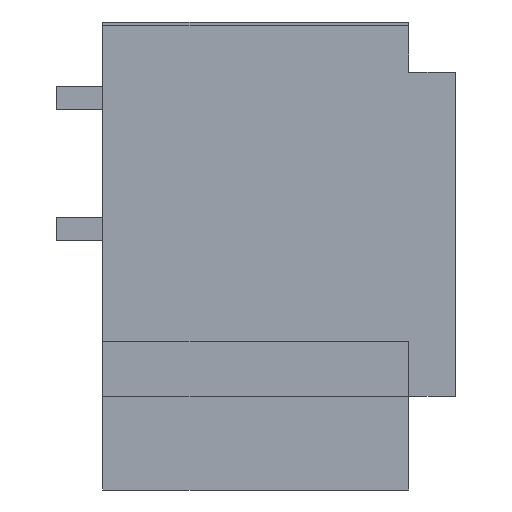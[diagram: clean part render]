
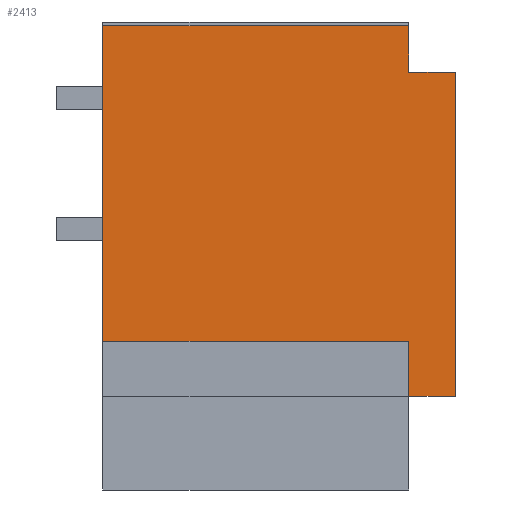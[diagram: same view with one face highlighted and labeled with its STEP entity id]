
A CAD part, left-side view. The second image highlights one B-rep face of the part: STEP entity #2413.
In plain terms, the highlighted planar face has unit normal (-1, 0, 0).
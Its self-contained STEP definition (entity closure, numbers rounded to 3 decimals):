
#90=DIRECTION('',(0.,1.,0.));
#91=VECTOR('',#90,261.5);
#92=CARTESIAN_POINT('',(40.,-333.5,-3.));
#93=LINE('',#92,#91);
#121=DIRECTION('',(0.,0.,-1.));
#122=VECTOR('',#121,277.);
#123=CARTESIAN_POINT('',(40.,-373.5,-43.));
#124=LINE('',#123,#122);
#125=DIRECTION('',(0.,1.,0.));
#126=VECTOR('',#125,261.5);
#127=CARTESIAN_POINT('',(40.,-333.5,-272.874));
#128=LINE('',#127,#126);
#129=DIRECTION('',(0.,0.,-1.));
#130=VECTOR('',#129,40.);
#131=CARTESIAN_POINT('',(40.,-333.5,-3.));
#132=LINE('',#131,#130);
#133=DIRECTION('',(0.,1.,0.));
#134=VECTOR('',#133,40.);
#135=CARTESIAN_POINT('',(40.,-373.5,-43.));
#136=LINE('',#135,#134);
#357=DIRECTION('',(0.,0.,1.));
#358=VECTOR('',#357,47.126);
#359=CARTESIAN_POINT('',(40.,-333.5,-320.));
#360=LINE('',#359,#358);
#473=DIRECTION('',(0.,1.,0.));
#474=VECTOR('',#473,40.);
#475=CARTESIAN_POINT('',(40.,-373.5,-320.));
#476=LINE('',#475,#474);
#629=DIRECTION('',(0.,0.,1.));
#630=VECTOR('',#629,269.874);
#631=CARTESIAN_POINT('',(40.,-72.,-272.874));
#632=LINE('',#631,#630);
#1750=CARTESIAN_POINT('',(40.,-72.,-272.874));
#1752=VERTEX_POINT('',#1750);
#1753=CARTESIAN_POINT('',(40.,-72.,-3.));
#1754=VERTEX_POINT('',#1753);
#1801=CARTESIAN_POINT('',(40.,-373.5,-43.));
#1803=VERTEX_POINT('',#1801);
#1809=CARTESIAN_POINT('',(40.,-333.5,-43.));
#1810=VERTEX_POINT('',#1809);
#1811=CARTESIAN_POINT('',(40.,-333.5,-3.));
#1812=VERTEX_POINT('',#1811);
#1817=CARTESIAN_POINT('',(40.,-333.5,-320.));
#1818=VERTEX_POINT('',#1817);
#1925=CARTESIAN_POINT('',(40.,-333.5,-272.874));
#1926=VERTEX_POINT('',#1925);
#1929=CARTESIAN_POINT('',(40.,-373.5,-320.));
#1930=VERTEX_POINT('',#1929);
#2392=CARTESIAN_POINT('',(40.,-373.5,-272.874));
#2393=DIRECTION('',(1.,0.,0.));
#2394=DIRECTION('',(0.,0.,1.));
#2395=AXIS2_PLACEMENT_3D('',#2392,#2393,#2394);
#2396=PLANE('',#2395);
#2398=ORIENTED_EDGE('',*,*,#2397,.T.);
#2400=ORIENTED_EDGE('',*,*,#2399,.T.);
#2402=ORIENTED_EDGE('',*,*,#2401,.T.);
#2404=ORIENTED_EDGE('',*,*,#2403,.T.);
#2406=ORIENTED_EDGE('',*,*,#2405,.T.);
#2407=ORIENTED_EDGE('',*,*,#2335,.F.);
#2408=ORIENTED_EDGE('',*,*,#2269,.T.);
#2410=ORIENTED_EDGE('',*,*,#2409,.F.);
#2411=EDGE_LOOP('',(#2398,#2400,#2402,#2404,#2406,#2407,#2408,#2410));
#2412=FACE_OUTER_BOUND('',#2411,.F.);
#2413=ADVANCED_FACE('',(#2412),#2396,.F.);
#2269=EDGE_CURVE('',#1812,#1810,#132,.T.);
#2335=EDGE_CURVE('',#1812,#1754,#93,.T.);
#2397=EDGE_CURVE('',#1803,#1930,#124,.T.);
#2399=EDGE_CURVE('',#1930,#1818,#476,.T.);
#2401=EDGE_CURVE('',#1818,#1926,#360,.T.);
#2403=EDGE_CURVE('',#1926,#1752,#128,.T.);
#2405=EDGE_CURVE('',#1752,#1754,#632,.T.);
#2409=EDGE_CURVE('',#1803,#1810,#136,.T.);
